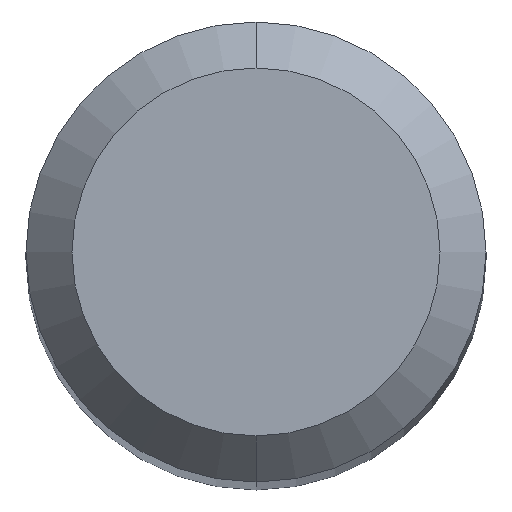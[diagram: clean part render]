
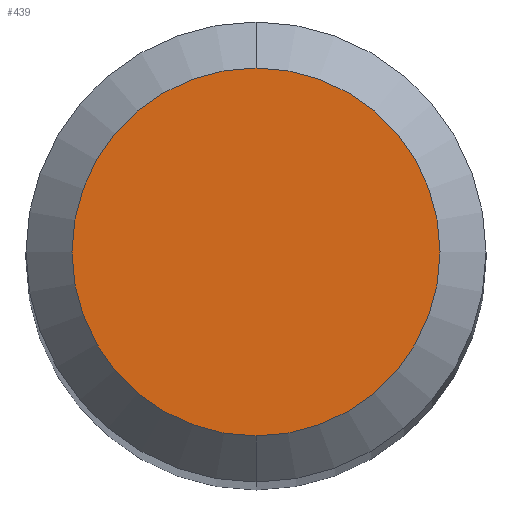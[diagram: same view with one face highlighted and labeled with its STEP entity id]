
A CAD part, top view. The second image highlights one B-rep face of the part: STEP entity #439.
In plain terms, the highlighted planar face has unit normal (0, 0, 1).
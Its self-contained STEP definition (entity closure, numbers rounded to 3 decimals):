
#273=EDGE_CURVE('',#349,#361,#589,.T.);
#303=EDGE_CURVE('',#361,#349,#624,.T.);
#349=VERTEX_POINT('',#673);
#361=VERTEX_POINT('',#687);
#439=ADVANCED_FACE('',(#773),#774,.T.);
#589=CIRCLE('',#1047,1.2);
#624=CIRCLE('',#1117,1.2);
#673=CARTESIAN_POINT('',(0.,-1.2,0.0));
#687=CARTESIAN_POINT('',(0.0,1.2,0.0));
#773=FACE_OUTER_BOUND('',#1377,.T.);
#774=PLANE('',#1378);
#1047=AXIS2_PLACEMENT_3D('',#1561,#1562,#1563);
#1117=AXIS2_PLACEMENT_3D('',#1615,#1616,#1617);
#1377=EDGE_LOOP('',(#1774,#1775));
#1378=AXIS2_PLACEMENT_3D('',#1776,#1777,#1778);
#1561=CARTESIAN_POINT('',(0.0,0.0,0.0));
#1562=DIRECTION('',(0.0,0.0,-1.0));
#1563=DIRECTION('',(0.0,1.0,0.0));
#1615=CARTESIAN_POINT('',(0.0,0.0,0.0));
#1616=DIRECTION('',(0.0,0.0,-1.0));
#1617=DIRECTION('',(0.0,1.0,0.0));
#1774=ORIENTED_EDGE('',*,*,#303,.F.);
#1775=ORIENTED_EDGE('',*,*,#273,.F.);
#1776=CARTESIAN_POINT('',(0.0,0.6,0.0));
#1777=DIRECTION('',(-0.0,0.0,1.0));
#1778=DIRECTION('',(0.0,-1.0,0.0));
